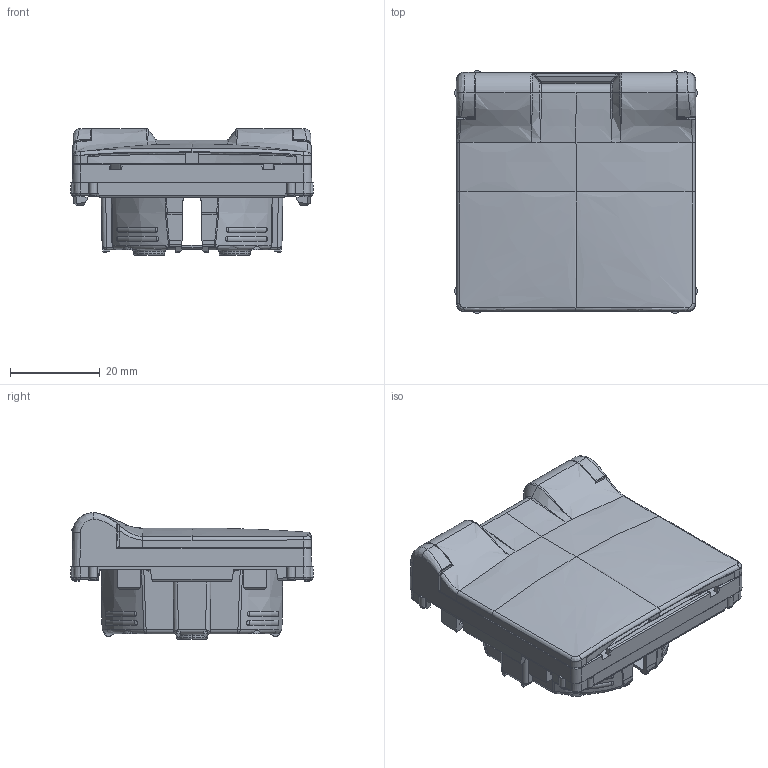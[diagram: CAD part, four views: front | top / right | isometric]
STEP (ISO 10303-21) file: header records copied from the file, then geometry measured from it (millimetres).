
FILE_DESCRIPTION(('CATIA V5 STEP Exchange','CAx-IF Rec.Pracs.--- Model Styling and Organization---1.4--- 2014-01-23'),'2;1');
FILE_NAME('754840_AllCATPart.stp','2020-02-18T14:40:13+00:00',('none'),('none'),'CATIA Version 5-6 Release 2017 SP3','CATIA V5 STEP AP214','none');
FILE_SCHEMA(('AUTOMOTIVE_DESIGN { 1 0 10303 214 1 1 1 1 }'));
Products named in the file (1): 754840_AllCATPart
Bounding box: 53.99 x 53.99 x 28.1 mm (x, y, z)
Volume: 14192.9 mm3; surface area: 21381.3 mm2
Topology: 1 solids, 1 shells, 6851 faces, 19914 edges, 13083 vertices
Faces by surface type: plane 6045, bspline 382, cylinder 193, cone 69, torus 66, extrusion 52, sphere 44
Entity records: 258366 total; most frequent: CARTESIAN_POINT 90540, ORIENTED_EDGE 39706, DIRECTION 23736, EDGE_CURVE 19853, VERTEX_POINT 13083, VECTOR 11112, LINE 11060, B_SPLINE_CURVE_WITH_KNOTS 8323
